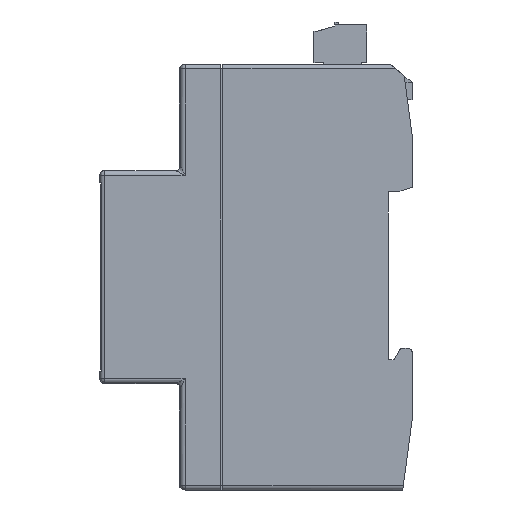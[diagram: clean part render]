
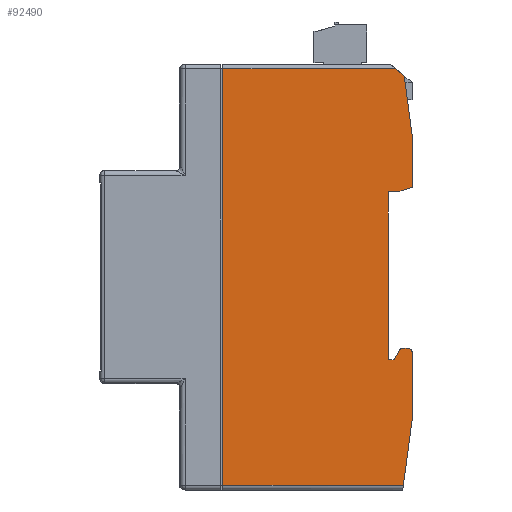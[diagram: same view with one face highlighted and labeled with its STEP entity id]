
A CAD part, left-side view. The second image highlights one B-rep face of the part: STEP entity #92490.
In plain terms, the highlighted planar face has unit normal (-1, 0, 0).
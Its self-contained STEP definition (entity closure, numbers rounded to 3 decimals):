
#417 = CARTESIAN_POINT ( 'NONE',  ( -63., -20.686, -15. ) ) ;
#2410 = EDGE_CURVE ( 'NONE', #159858, #32031, #29526, .T. ) ;
#3790 = EDGE_CURVE ( 'NONE', #113970, #34204, #95763, .T. ) ;
#8284 = VERTEX_POINT ( 'NONE', #83885 ) ;
#9244 = AXIS2_PLACEMENT_3D ( 'NONE', #49543, #180997, #82007 ) ;
#13786 = EDGE_CURVE ( 'NONE', #171875, #196770, #99384, .T. ) ;
#13796 = EDGE_CURVE ( 'NONE', #34693, #159858, #55474, .T. ) ;
#16557 = DIRECTION ( 'NONE',  ( 0., 0., -1. ) ) ;
#18573 = ORIENTED_EDGE ( 'NONE', *, *, #2410, .F. ) ;
#21935 = CARTESIAN_POINT ( 'NONE',  ( -63., -20.633, -44. ) ) ;
#22815 = CARTESIAN_POINT ( 'NONE',  ( -63., -22.5, 30. ) ) ;
#22927 = VERTEX_POINT ( 'NONE', #118821 ) ;
#25181 = LINE ( 'NONE', #27869, #51021 ) ;
#26130 = CARTESIAN_POINT ( 'NONE',  ( -63., -17.5, -17.5 ) ) ;
#27869 = CARTESIAN_POINT ( 'NONE',  ( -63., -20.836, 42.481 ) ) ;
#28883 = DIRECTION ( 'NONE',  ( 0., 0., 1. ) ) ;
#29481 = EDGE_CURVE ( 'NONE', #36404, #90368, #25181, .T. ) ;
#29526 = CIRCLE ( 'NONE', #51583, 1. ) ;
#32031 = VERTEX_POINT ( 'NONE', #142683 ) ;
#32483 = VECTOR ( 'NONE', #73394, 1000. ) ;
#32705 = EDGE_CURVE ( 'NONE', #8284, #171875, #73752, .T. ) ;
#34204 = VERTEX_POINT ( 'NONE', #182058 ) ;
#34693 = VERTEX_POINT ( 'NONE', #417 ) ;
#35811 = LINE ( 'NONE', #86750, #190863 ) ;
#36404 = VERTEX_POINT ( 'NONE', #74928 ) ;
#36787 = ORIENTED_EDGE ( 'NONE', *, *, #32705, .T. ) ;
#37984 = EDGE_CURVE ( 'NONE', #125192, #80070, #75833, .T. ) ;
#38962 = ORIENTED_EDGE ( 'NONE', *, *, #143680, .T. ) ;
#44788 = CARTESIAN_POINT ( 'NONE',  ( -63., -19.5, 18. ) ) ;
#44943 = FACE_OUTER_BOUND ( 'NONE', #51009, .T. ) ;
#46054 = CARTESIAN_POINT ( 'NONE',  ( -63., -22.5, 19. ) ) ;
#46081 = DIRECTION ( 'NONE',  ( 1., 0., 0. ) ) ;
#48273 = CARTESIAN_POINT ( 'NONE',  ( -63., -22.5, -45. ) ) ;
#49543 = CARTESIAN_POINT ( 'NONE',  ( -63., -20.686, -16. ) ) ;
#50593 = EDGE_CURVE ( 'NONE', #162733, #69277, #163540, .T. ) ;
#50656 = ORIENTED_EDGE ( 'NONE', *, *, #3790, .T. ) ;
#51009 = EDGE_LOOP ( 'NONE', ( #36787, #65822, #55734, #192214, #149518, #139129, #50656, #60603, #116343, #161585, #18573, #121269, #100376, #38962, #173637, #85695 ) ) ;
#51021 = VECTOR ( 'NONE', #209883, 1000. ) ;
#51583 = AXIS2_PLACEMENT_3D ( 'NONE', #158706, #46081, #209340 ) ;
#51895 = VECTOR ( 'NONE', #16557, 1000. ) ;
#53522 = VERTEX_POINT ( 'NONE', #22815 ) ;
#55474 = LINE ( 'NONE', #126326, #166552 ) ;
#55734 = ORIENTED_EDGE ( 'NONE', *, *, #105084, .T. ) ;
#56085 = LINE ( 'NONE', #212211, #94801 ) ;
#57967 = VECTOR ( 'NONE', #208742, 1000. ) ;
#60603 = ORIENTED_EDGE ( 'NONE', *, *, #66573, .T. ) ;
#64344 = CIRCLE ( 'NONE', #9244, 1. ) ;
#65822 = ORIENTED_EDGE ( 'NONE', *, *, #13786, .T. ) ;
#66457 = VECTOR ( 'NONE', #148546, 1000. ) ;
#66573 = EDGE_CURVE ( 'NONE', #34204, #125192, #190186, .T. ) ;
#69277 = VERTEX_POINT ( 'NONE', #206370 ) ;
#69577 = EDGE_CURVE ( 'NONE', #22927, #34693, #64344, .T. ) ;
#73394 = DIRECTION ( 'NONE',  ( 0., -1., 0. ) ) ;
#73752 = LINE ( 'NONE', #195860, #200405 ) ;
#74928 = CARTESIAN_POINT ( 'NONE',  ( -63., -20.836, 42.481 ) ) ;
#75833 = LINE ( 'NONE', #21935, #166198 ) ;
#76523 = PLANE ( 'NONE',  #200254 ) ;
#79234 = CARTESIAN_POINT ( 'NONE',  ( -63., -19.5, 18. ) ) ;
#80070 = VERTEX_POINT ( 'NONE', #153815 ) ;
#82007 = DIRECTION ( 'NONE',  ( 0., 0., -1. ) ) ;
#82275 = VECTOR ( 'NONE', #200767, 1000. ) ;
#83885 = CARTESIAN_POINT ( 'NONE',  ( -63., -17.5, 18. ) ) ;
#84249 = CARTESIAN_POINT ( 'NONE',  ( -63., 17.5, -45. ) ) ;
#85695 = ORIENTED_EDGE ( 'NONE', *, *, #181081, .T. ) ;
#86750 = CARTESIAN_POINT ( 'NONE',  ( -63., -22.5, -45. ) ) ;
#90368 = VERTEX_POINT ( 'NONE', #127424 ) ;
#91552 = LINE ( 'NONE', #150550, #213069 ) ;
#92490 = ADVANCED_FACE ( 'NONE', ( #44943 ), #76523, .T. ) ;
#93528 = LINE ( 'NONE', #48273, #194320 ) ;
#94801 = VECTOR ( 'NONE', #127659, 1000. ) ;
#95223 = DIRECTION ( 'NONE',  ( -1., 0., 0. ) ) ;
#95763 = LINE ( 'NONE', #84249, #51895 ) ;
#99384 = LINE ( 'NONE', #44788, #57967 ) ;
#100376 = ORIENTED_EDGE ( 'NONE', *, *, #69577, .F. ) ;
#105084 = EDGE_CURVE ( 'NONE', #196770, #53522, #35811, .T. ) ;
#113109 = CARTESIAN_POINT ( 'NONE',  ( -63., -19.814, -15.511 ) ) ;
#113970 = VERTEX_POINT ( 'NONE', #154099 ) ;
#116304 = DIRECTION ( 'NONE',  ( 0., -1., 0. ) ) ;
#116343 = ORIENTED_EDGE ( 'NONE', *, *, #37984, .T. ) ;
#116776 = EDGE_CURVE ( 'NONE', #53522, #36404, #159747, .T. ) ;
#117612 = CARTESIAN_POINT ( 'NONE',  ( -63., -21.5, -15. ) ) ;
#118821 = CARTESIAN_POINT ( 'NONE',  ( -63., -19.814, -15.511 ) ) ;
#119891 = DIRECTION ( 'NONE',  ( 0., 0., 1. ) ) ;
#121269 = ORIENTED_EDGE ( 'NONE', *, *, #13796, .F. ) ;
#121446 = DIRECTION ( 'NONE',  ( 0., -0.132, 0.991 ) ) ;
#124754 = VECTOR ( 'NONE', #208091, 1000. ) ;
#125192 = VERTEX_POINT ( 'NONE', #180227 ) ;
#126326 = CARTESIAN_POINT ( 'NONE',  ( -63., -22.5, -15. ) ) ;
#127424 = CARTESIAN_POINT ( 'NONE',  ( -63., -19.005, 44. ) ) ;
#127659 = DIRECTION ( 'NONE',  ( 0., 0., 1. ) ) ;
#133313 = EDGE_CURVE ( 'NONE', #80070, #32031, #93528, .T. ) ;
#139129 = ORIENTED_EDGE ( 'NONE', *, *, #199072, .T. ) ;
#141524 = LINE ( 'NONE', #113109, #66457 ) ;
#142683 = CARTESIAN_POINT ( 'NONE',  ( -63., -22.5, -16. ) ) ;
#143680 = EDGE_CURVE ( 'NONE', #22927, #162733, #141524, .T. ) ;
#148546 = DIRECTION ( 'NONE',  ( 0., 0.489, -0.873 ) ) ;
#149518 = ORIENTED_EDGE ( 'NONE', *, *, #29481, .T. ) ;
#150550 = CARTESIAN_POINT ( 'NONE',  ( -63., -17.5, 44. ) ) ;
#150838 = CARTESIAN_POINT ( 'NONE',  ( -63., -18.7, -17.5 ) ) ;
#153815 = CARTESIAN_POINT ( 'NONE',  ( -63., -22.5, -30. ) ) ;
#154099 = CARTESIAN_POINT ( 'NONE',  ( -63., 17.5, 44. ) ) ;
#155003 = CARTESIAN_POINT ( 'NONE',  ( -63., -17.5, -44. ) ) ;
#158706 = CARTESIAN_POINT ( 'NONE',  ( -63., -21.5, -16. ) ) ;
#159747 = LINE ( 'NONE', #165379, #82275 ) ;
#159858 = VERTEX_POINT ( 'NONE', #117612 ) ;
#160268 = CARTESIAN_POINT ( 'NONE',  ( -63., -17.5, -45. ) ) ;
#161585 = ORIENTED_EDGE ( 'NONE', *, *, #133313, .T. ) ;
#162733 = VERTEX_POINT ( 'NONE', #150838 ) ;
#163540 = LINE ( 'NONE', #26130, #124754 ) ;
#165379 = CARTESIAN_POINT ( 'NONE',  ( -63., -22.5, 30. ) ) ;
#166198 = VECTOR ( 'NONE', #121446, 1000. ) ;
#166552 = VECTOR ( 'NONE', #209467, 1000. ) ;
#171875 = VERTEX_POINT ( 'NONE', #79234 ) ;
#173637 = ORIENTED_EDGE ( 'NONE', *, *, #50593, .T. ) ;
#180227 = CARTESIAN_POINT ( 'NONE',  ( -63., -20.633, -44. ) ) ;
#180997 = DIRECTION ( 'NONE',  ( 1., 0., 0. ) ) ;
#181081 = EDGE_CURVE ( 'NONE', #69277, #8284, #56085, .T. ) ;
#182058 = CARTESIAN_POINT ( 'NONE',  ( -63., 17.5, -44. ) ) ;
#190186 = LINE ( 'NONE', #155003, #32483 ) ;
#190863 = VECTOR ( 'NONE', #119891, 1000. ) ;
#192214 = ORIENTED_EDGE ( 'NONE', *, *, #116776, .T. ) ;
#194320 = VECTOR ( 'NONE', #196313, 1000. ) ;
#195860 = CARTESIAN_POINT ( 'NONE',  ( -63., -17.5, 18. ) ) ;
#196313 = DIRECTION ( 'NONE',  ( 0., 0., 1. ) ) ;
#196770 = VERTEX_POINT ( 'NONE', #46054 ) ;
#199072 = EDGE_CURVE ( 'NONE', #90368, #113970, #91552, .T. ) ;
#200254 = AXIS2_PLACEMENT_3D ( 'NONE', #160268, #95223, #28883 ) ;
#200405 = VECTOR ( 'NONE', #116304, 1000. ) ;
#200767 = DIRECTION ( 'NONE',  ( 0., 0.132, 0.991 ) ) ;
#206370 = CARTESIAN_POINT ( 'NONE',  ( -63., -17.5, -17.5 ) ) ;
#208091 = DIRECTION ( 'NONE',  ( 0., 1., 0. ) ) ;
#208742 = DIRECTION ( 'NONE',  ( 0., -0.949, 0.316 ) ) ;
#209340 = DIRECTION ( 'NONE',  ( 0., 0., -1. ) ) ;
#209467 = DIRECTION ( 'NONE',  ( 0., -1., 0. ) ) ;
#209883 = DIRECTION ( 'NONE',  ( 0., 0.77, 0.639 ) ) ;
#212211 = CARTESIAN_POINT ( 'NONE',  ( -63., -17.5, 0. ) ) ;
#213069 = VECTOR ( 'NONE', #214130, 1000. ) ;
#214130 = DIRECTION ( 'NONE',  ( 0., 1., 0. ) ) ;
